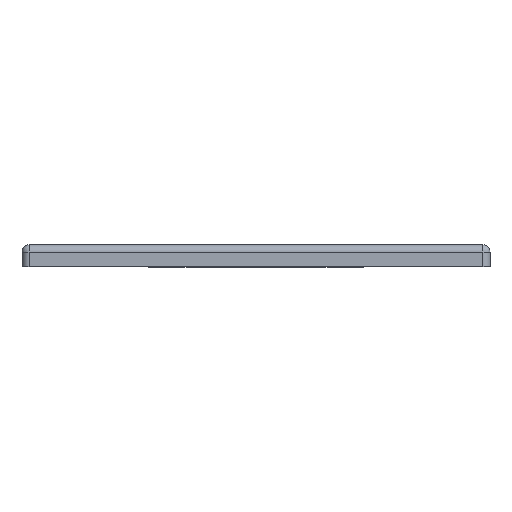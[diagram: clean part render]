
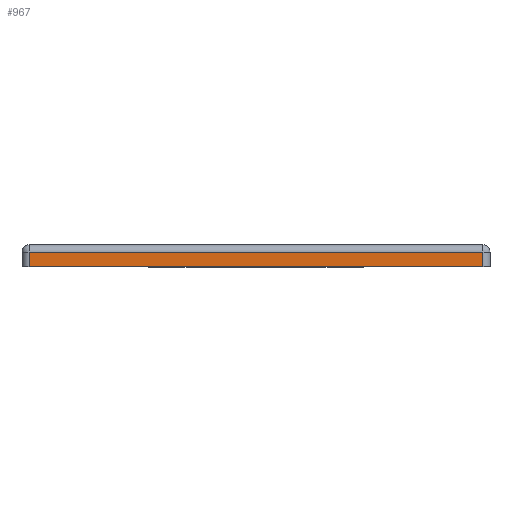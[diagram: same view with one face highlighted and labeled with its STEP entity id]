
A CAD part, top view. The second image highlights one B-rep face of the part: STEP entity #967.
In plain terms, the highlighted planar face has unit normal (0, 0, 1).
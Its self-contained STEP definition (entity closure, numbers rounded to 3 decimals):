
#7 = EDGE_LOOP ( 'NONE', ( #905, #922, #923, #926 ) ) ;
#61 = VECTOR ( 'NONE', #535, 1000. ) ;
#85 = LINE ( 'NONE', #515, #61 ) ;
#106 = DIRECTION ( 'NONE',  ( 0., -1., 0. ) ) ;
#114 = CARTESIAN_POINT ( 'NONE',  ( -63.5, 6., 65.5 ) ) ;
#120 = DIRECTION ( 'NONE',  ( -1., 0., 0. ) ) ;
#132 = DIRECTION ( 'NONE',  ( 0., 1., 0. ) ) ;
#135 = CARTESIAN_POINT ( 'NONE',  ( 63.5, 6., 65.5 ) ) ;
#154 = CARTESIAN_POINT ( 'NONE',  ( -63.5, 4., 65.5 ) ) ;
#186 = VERTEX_POINT ( 'NONE', #549 ) ;
#318 = VERTEX_POINT ( 'NONE', #1529 ) ;
#457 = VERTEX_POINT ( 'NONE', #1017 ) ;
#513 = CARTESIAN_POINT ( 'NONE',  ( 63.5, 4., 65.5 ) ) ;
#515 = CARTESIAN_POINT ( 'NONE',  ( -65.5, 0., 65.5 ) ) ;
#535 = DIRECTION ( 'NONE',  ( 1., 0., 0. ) ) ;
#549 = CARTESIAN_POINT ( 'NONE',  ( -63.5, 0., 65.5 ) ) ;
#609 = DIRECTION ( 'NONE',  ( -1., 0., 0. ) ) ;
#617 = DIRECTION ( 'NONE',  ( 0., 0., -1. ) ) ;
#624 = EDGE_CURVE ( 'NONE', #186, #318, #85, .T. ) ;
#717 = EDGE_CURVE ( 'NONE', #318, #1576, #1383, .T. ) ;
#720 = EDGE_CURVE ( 'NONE', #1576, #457, #1443, .T. ) ;
#722 = EDGE_CURVE ( 'NONE', #457, #186, #1376, .T. ) ;
#905 = ORIENTED_EDGE ( 'NONE', *, *, #717, .T. ) ;
#922 = ORIENTED_EDGE ( 'NONE', *, *, #720, .T. ) ;
#923 = ORIENTED_EDGE ( 'NONE', *, *, #722, .T. ) ;
#926 = ORIENTED_EDGE ( 'NONE', *, *, #624, .T. ) ;
#967 = ADVANCED_FACE ( 'NONE', ( #1148 ), #1258, .F. ) ;
#969 = CARTESIAN_POINT ( 'NONE',  ( -65.5, 6., 65.5 ) ) ;
#1017 = CARTESIAN_POINT ( 'NONE',  ( -63.5, 4., 65.5 ) ) ;
#1148 = FACE_OUTER_BOUND ( 'NONE', #7, .T. ) ;
#1258 = PLANE ( 'NONE',  #1452 ) ;
#1363 = VECTOR ( 'NONE', #106, 1000. ) ;
#1369 = VECTOR ( 'NONE', #120, 1000. ) ;
#1376 = LINE ( 'NONE', #114, #1363 ) ;
#1380 = VECTOR ( 'NONE', #132, 1000. ) ;
#1383 = LINE ( 'NONE', #135, #1380 ) ;
#1443 = LINE ( 'NONE', #154, #1369 ) ;
#1452 = AXIS2_PLACEMENT_3D ( 'NONE', #969, #617, #609 ) ;
#1529 = CARTESIAN_POINT ( 'NONE',  ( 63.5, 0., 65.5 ) ) ;
#1576 = VERTEX_POINT ( 'NONE', #513 ) ;
